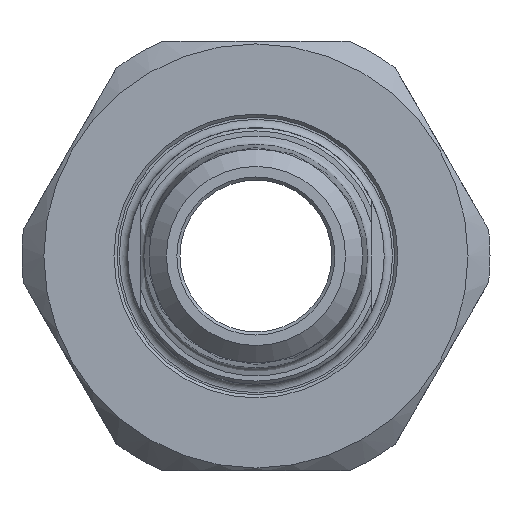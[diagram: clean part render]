
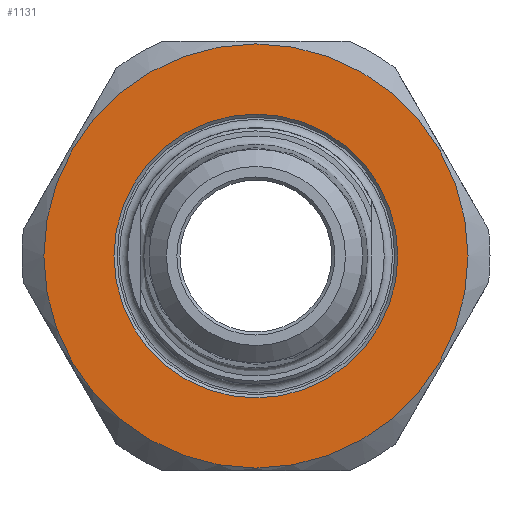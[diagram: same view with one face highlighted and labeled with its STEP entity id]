
A CAD part, left-side view. The second image highlights one B-rep face of the part: STEP entity #1131.
In plain terms, the highlighted planar face has unit normal (-1, 0, 0).
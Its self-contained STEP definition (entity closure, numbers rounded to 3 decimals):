
#46=FACE_BOUND('',#214,.T.);
#105=PLANE('',#1296);
#145=FACE_OUTER_BOUND('',#213,.T.);
#213=EDGE_LOOP('',(#854));
#214=EDGE_LOOP('',(#855));
#399=CIRCLE('',#1276,20.25);
#409=CIRCLE('',#1295,13.55);
#496=VERTEX_POINT('',#1895);
#505=VERTEX_POINT('',#1930);
#623=EDGE_CURVE('',#496,#496,#399,.T.);
#637=EDGE_CURVE('',#505,#505,#409,.T.);
#854=ORIENTED_EDGE('',*,*,#623,.T.);
#855=ORIENTED_EDGE('',*,*,#637,.F.);
#1131=ADVANCED_FACE('',(#145,#46),#105,.T.);
#1276=AXIS2_PLACEMENT_3D('',#1897,#1479,#1480);
#1295=AXIS2_PLACEMENT_3D('',#1931,#1520,#1521);
#1296=AXIS2_PLACEMENT_3D('',#1933,#1523,#1524);
#1479=DIRECTION('center_axis',(-1.,0.,0.));
#1480=DIRECTION('ref_axis',(0.,1.,0.));
#1520=DIRECTION('center_axis',(-1.,0.,0.));
#1521=DIRECTION('ref_axis',(0.,0.,-1.));
#1523=DIRECTION('center_axis',(-1.,0.,0.));
#1524=DIRECTION('ref_axis',(0.,0.,1.));
#1895=CARTESIAN_POINT('',(-16.,-20.25,0.));
#1897=CARTESIAN_POINT('Origin',(-16.,0.,0.));
#1930=CARTESIAN_POINT('',(-16.,0.,13.55));
#1931=CARTESIAN_POINT('Origin',(-16.,0.,0.));
#1933=CARTESIAN_POINT('Origin',(-16.,0.,0.));
